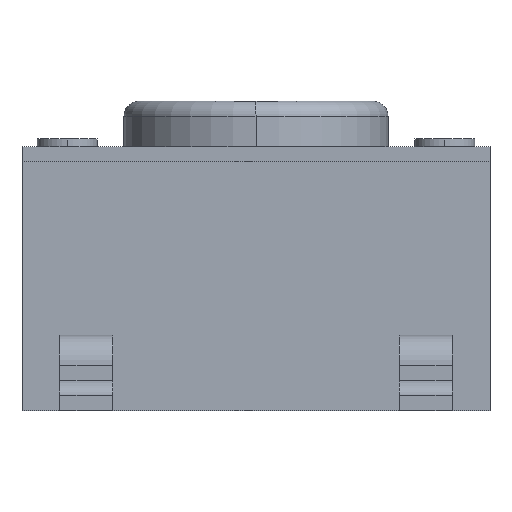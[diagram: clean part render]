
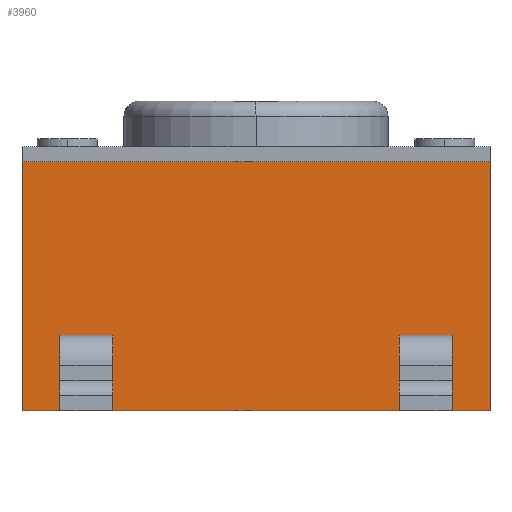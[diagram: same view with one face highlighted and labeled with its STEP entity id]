
A CAD part, left-side view. The second image highlights one B-rep face of the part: STEP entity #3960.
In plain terms, the highlighted planar face has unit normal (-1, 0, 0).
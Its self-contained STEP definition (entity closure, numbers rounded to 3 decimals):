
#99 = LINE ( 'NONE', #1807, #143 ) ;
#120 = VECTOR ( 'NONE', #853, 1000. ) ;
#135 = ORIENTED_EDGE ( 'NONE', *, *, #982, .F. ) ;
#143 = VECTOR ( 'NONE', #2010, 1000. ) ;
#159 = CARTESIAN_POINT ( 'NONE',  ( -3.1, 3.1, 0. ) ) ;
#226 = AXIS2_PLACEMENT_3D ( 'NONE', #2232, #878, #1286 ) ;
#850 = CARTESIAN_POINT ( 'NONE',  ( -3.1, 3.1, 3.3 ) ) ;
#853 = DIRECTION ( 'NONE',  ( 0., -1., 0. ) ) ;
#878 = DIRECTION ( 'NONE',  ( 1., 0., 0. ) ) ;
#982 = EDGE_CURVE ( 'NONE', #1757, #3155, #2461, .T. ) ;
#996 = LINE ( 'NONE', #2580, #1017 ) ;
#1017 = VECTOR ( 'NONE', #2290, 1000. ) ;
#1080 = VERTEX_POINT ( 'NONE', #3586 ) ;
#1100 = FACE_OUTER_BOUND ( 'NONE', #2690, .T. ) ;
#1280 = LINE ( 'NONE', #1426, #1512 ) ;
#1286 = DIRECTION ( 'NONE',  ( 0., 0., -1. ) ) ;
#1318 = ORIENTED_EDGE ( 'NONE', *, *, #3641, .T. ) ;
#1363 = ORIENTED_EDGE ( 'NONE', *, *, #2387, .F. ) ;
#1426 = CARTESIAN_POINT ( 'NONE',  ( -3.1, 3.1, 3.3 ) ) ;
#1500 = PLANE ( 'NONE',  #226 ) ;
#1512 = VECTOR ( 'NONE', #2395, 1000. ) ;
#1656 = VERTEX_POINT ( 'NONE', #159 ) ;
#1757 = VERTEX_POINT ( 'NONE', #850 ) ;
#1807 = CARTESIAN_POINT ( 'NONE',  ( -3.1, -3.1, 3.3 ) ) ;
#2010 = DIRECTION ( 'NONE',  ( 0., 0., -1. ) ) ;
#2232 = CARTESIAN_POINT ( 'NONE',  ( -3.1, -3.1, 3.3 ) ) ;
#2290 = DIRECTION ( 'NONE',  ( 0., -1., 0. ) ) ;
#2294 = ORIENTED_EDGE ( 'NONE', *, *, #2551, .T. ) ;
#2387 = EDGE_CURVE ( 'NONE', #3155, #1080, #99, .T. ) ;
#2395 = DIRECTION ( 'NONE',  ( 0., 0., -1. ) ) ;
#2461 = LINE ( 'NONE', #3059, #120 ) ;
#2551 = EDGE_CURVE ( 'NONE', #1656, #1080, #996, .T. ) ;
#2580 = CARTESIAN_POINT ( 'NONE',  ( -3.1, -3.1, 0. ) ) ;
#2690 = EDGE_LOOP ( 'NONE', ( #2294, #1363, #135, #1318 ) ) ;
#3059 = CARTESIAN_POINT ( 'NONE',  ( -3.1, -3.1, 3.3 ) ) ;
#3155 = VERTEX_POINT ( 'NONE', #4142 ) ;
#3586 = CARTESIAN_POINT ( 'NONE',  ( -3.1, -3.1, 0. ) ) ;
#3641 = EDGE_CURVE ( 'NONE', #1757, #1656, #1280, .T. ) ;
#3960 = ADVANCED_FACE ( 'NONE', ( #1100 ), #1500, .F. ) ;
#4142 = CARTESIAN_POINT ( 'NONE',  ( -3.1, -3.1, 3.3 ) ) ;
